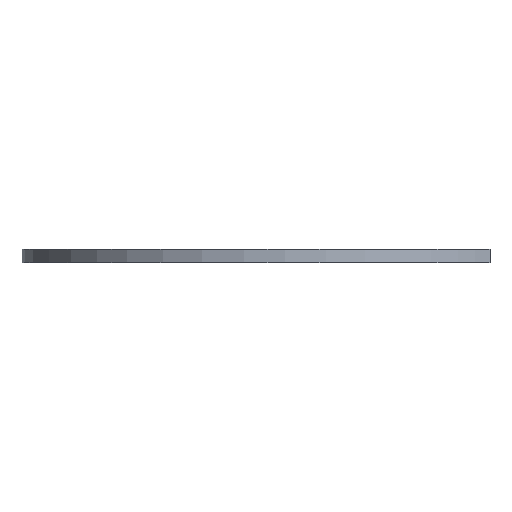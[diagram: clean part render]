
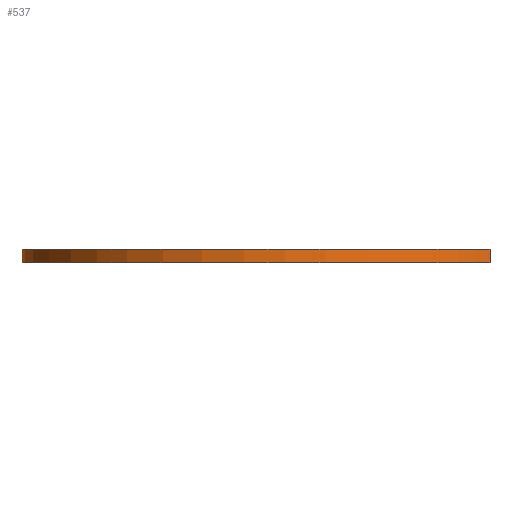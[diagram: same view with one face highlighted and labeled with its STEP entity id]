
A CAD part, front view. The second image highlights one B-rep face of the part: STEP entity #537.
In plain terms, the highlighted free-form (B-spline) face has degree [2, 1] with [3, 2] control points.
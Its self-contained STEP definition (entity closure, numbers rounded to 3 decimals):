
#537 = ADVANCED_FACE('',(#538),#570,.T.);
#538 = FACE_BOUND('',#539,.T.);
#539 = EDGE_LOOP('',(#540,#550,#557,#565));
#540 = ORIENTED_EDGE('',*,*,#541,.F.);
#541 = EDGE_CURVE('',#542,#544,#546,.T.);
#542 = VERTEX_POINT('',#543);
#543 = CARTESIAN_POINT('',(42.475,155.673,7.203
    ));
#544 = VERTEX_POINT('',#545);
#545 = CARTESIAN_POINT('',(290.519,63.47,
    7.203));
#546 = ( BOUNDED_CURVE() B_SPLINE_CURVE(2,(#547,#548,#549),
.UNSPECIFIED.,.F.,.F.) B_SPLINE_CURVE_WITH_KNOTS((3,3),(3.142,
5.571),.PIECEWISE_BEZIER_KNOTS.) CURVE() 
GEOMETRIC_REPRESENTATION_ITEM() RATIONAL_B_SPLINE_CURVE((1.,
0.348,1.)) REPRESENTATION_ITEM('') );
#547 = CARTESIAN_POINT('',(42.475,155.673,7.203
    ));
#548 = CARTESIAN_POINT('',(42.475,-224.072,7.203
    ));
#549 = CARTESIAN_POINT('',(290.519,63.47,
    7.203));
#550 = ORIENTED_EDGE('',*,*,#551,.T.);
#551 = EDGE_CURVE('',#542,#552,#554,.T.);
#552 = VERTEX_POINT('',#553);
#553 = CARTESIAN_POINT('',(42.475,155.673,0.));
#554 = B_SPLINE_CURVE_WITH_KNOTS('',1,(#555,#556),.UNSPECIFIED.,.F.,.F.,
  (2,2),(-0.,5.),.PIECEWISE_BEZIER_KNOTS.);
#555 = CARTESIAN_POINT('',(42.475,155.673,7.203
    ));
#556 = CARTESIAN_POINT('',(42.475,155.673,0.));
#557 = ORIENTED_EDGE('',*,*,#558,.T.);
#558 = EDGE_CURVE('',#552,#559,#561,.T.);
#559 = VERTEX_POINT('',#560);
#560 = CARTESIAN_POINT('',(290.519,63.47,0.));
#561 = ( BOUNDED_CURVE() B_SPLINE_CURVE(2,(#562,#563,#564),
.UNSPECIFIED.,.F.,.F.) B_SPLINE_CURVE_WITH_KNOTS((3,3),(3.142,
5.571),.PIECEWISE_BEZIER_KNOTS.) CURVE() 
GEOMETRIC_REPRESENTATION_ITEM() RATIONAL_B_SPLINE_CURVE((1.,
0.348,1.)) REPRESENTATION_ITEM('') );
#562 = CARTESIAN_POINT('',(42.475,155.673,0.));
#563 = CARTESIAN_POINT('',(42.475,-224.072,0.));
#564 = CARTESIAN_POINT('',(290.519,63.47,0.));
#565 = ORIENTED_EDGE('',*,*,#566,.F.);
#566 = EDGE_CURVE('',#544,#559,#567,.T.);
#567 = B_SPLINE_CURVE_WITH_KNOTS('',1,(#568,#569),.UNSPECIFIED.,.F.,.F.,
  (2,2),(-0.,5.),.PIECEWISE_BEZIER_KNOTS.);
#568 = CARTESIAN_POINT('',(290.519,63.47,
    7.203));
#569 = CARTESIAN_POINT('',(290.519,63.47,0.));
#570 = ( BOUNDED_SURFACE() B_SPLINE_SURFACE(2,1,(
    (#571,#572)
    ,(#573,#574)
,(#575,#576
    )),.UNSPECIFIED.,.F.,.F.,.F.) B_SPLINE_SURFACE_WITH_KNOTS((3,3),(2,2
    ),(3.853,6.283),(0.,5.),.PIECEWISE_BEZIER_KNOTS.) 
GEOMETRIC_REPRESENTATION_ITEM() RATIONAL_B_SPLINE_SURFACE((
    (1.,1.)
    ,(0.348,0.348)
,(1.,1.))) REPRESENTATION_ITEM('') SURFACE() );
#571 = CARTESIAN_POINT('',(290.519,63.47,
    7.203));
#572 = CARTESIAN_POINT('',(290.519,63.47,0.));
#573 = CARTESIAN_POINT('',(42.475,-224.072,7.203
    ));
#574 = CARTESIAN_POINT('',(42.475,-224.072,0.));
#575 = CARTESIAN_POINT('',(42.475,155.673,7.203
    ));
#576 = CARTESIAN_POINT('',(42.475,155.673,0.));
